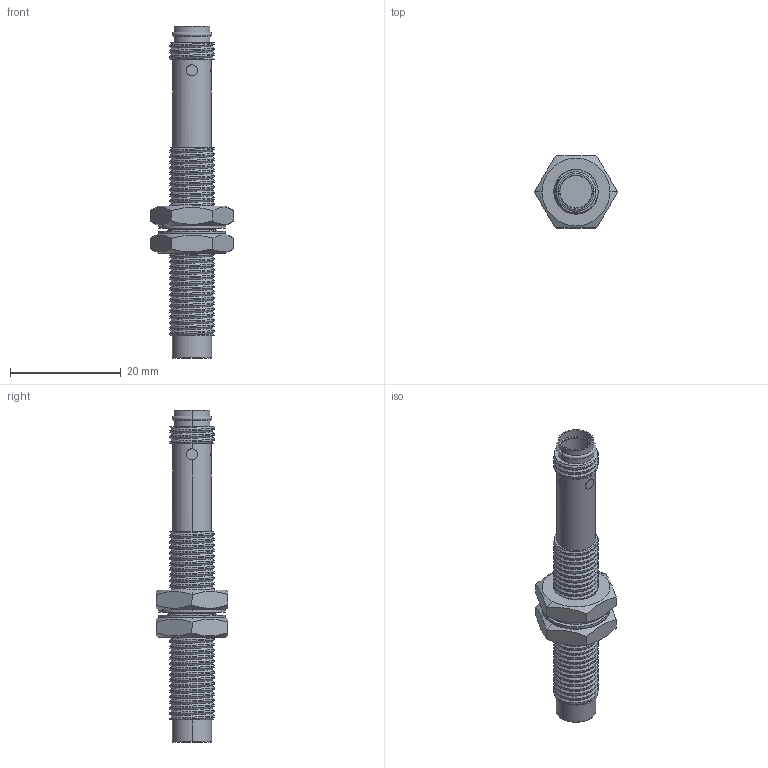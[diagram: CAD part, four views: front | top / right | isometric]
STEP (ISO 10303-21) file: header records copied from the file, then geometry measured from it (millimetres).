
FILE_DESCRIPTION (( 'STEP AP214' ), '1' );
FILE_NAME ('M8-超远距离-非埋入式接插件.STEP', '2015-09-23T08:25:15', ( '' ), ( '' ), 'SwSTEP 2.0', 'SolidWorks 2013', '' );
FILE_SCHEMA (( 'AUTOMOTIVE_DESIGN' ));
Length unit declared in the file: millimetre
Products named in the file (1): M8-超远距离-非埋入式接插件
Bounding box: 15.01 x 13 x 60 mm (x, y, z)
Volume: 3277.8 mm3; surface area: 3298.5 mm2
Topology: 5 solids, 5 shells, 758 faces, 2186 edges, 1430 vertices
Faces by surface type: plane 482, cylinder 210, cone 48, bspline 10, torus 8
Entity records: 48474 total; most frequent: CARTESIAN_POINT 20579, ORIENTED_EDGE 4372, DIRECTION 3728, EDGE_CURVE 2186, LINE 1610, VECTOR 1610, VERTEX_POINT 1430, AXIS2_PLACEMENT_3D 1059
